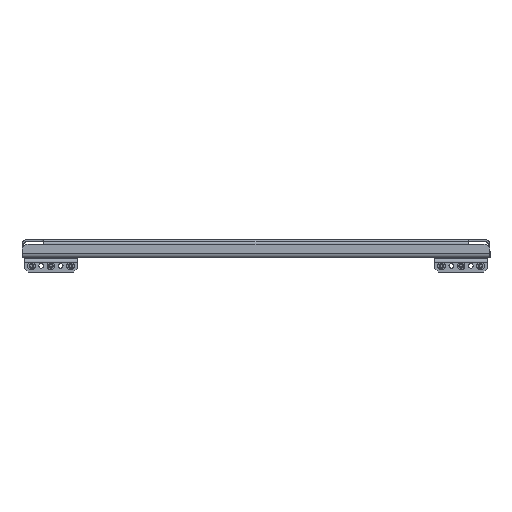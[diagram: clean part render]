
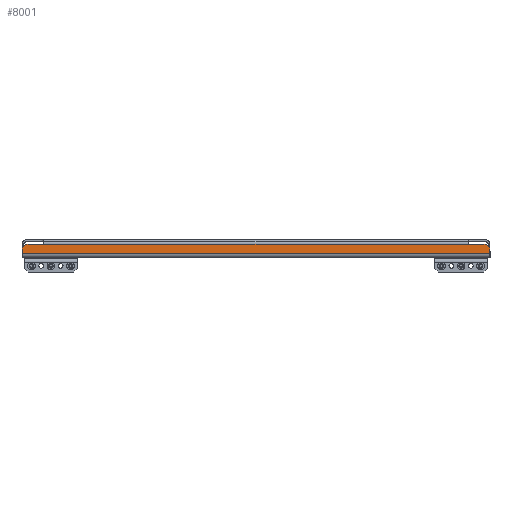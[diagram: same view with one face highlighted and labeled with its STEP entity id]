
A CAD part, left-side view. The second image highlights one B-rep face of the part: STEP entity #8001.
In plain terms, the highlighted planar face has unit normal (-1, 0, 0).
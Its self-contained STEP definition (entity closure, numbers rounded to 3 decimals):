
#41 = LINE ( 'NONE', #8222, #6169 ) ;
#381 = VECTOR ( 'NONE', #5577, 1000. ) ;
#605 = DIRECTION ( 'NONE',  ( 1., 0., 0. ) ) ;
#716 = CARTESIAN_POINT ( 'NONE',  ( -549.5, 299.5, -8. ) ) ;
#748 = ORIENTED_EDGE ( 'NONE', *, *, #5989, .T. ) ;
#1639 = CARTESIAN_POINT ( 'NONE',  ( -549.5, 299.5, -15. ) ) ;
#1985 = VECTOR ( 'NONE', #5880, 1000. ) ;
#2312 = ORIENTED_EDGE ( 'NONE', *, *, #12225, .T. ) ;
#2499 = CARTESIAN_POINT ( 'NONE',  ( -549.5, 271.5, -3. ) ) ;
#3243 = VERTEX_POINT ( 'NONE', #12259 ) ;
#3301 = VECTOR ( 'NONE', #8226, 1000. ) ;
#3414 = LINE ( 'NONE', #1639, #1985 ) ;
#3503 = ORIENTED_EDGE ( 'NONE', *, *, #12494, .T. ) ;
#3937 = LINE ( 'NONE', #2499, #381 ) ;
#4031 = ORIENTED_EDGE ( 'NONE', *, *, #6857, .T. ) ;
#4053 = VERTEX_POINT ( 'NONE', #8330 ) ;
#4247 = VERTEX_POINT ( 'NONE', #4522 ) ;
#4254 = VERTEX_POINT ( 'NONE', #5616 ) ;
#4354 = VECTOR ( 'NONE', #9602, 1000. ) ;
#4522 = CARTESIAN_POINT ( 'NONE',  ( -549.5, 294.5, -3. ) ) ;
#4676 = CARTESIAN_POINT ( 'NONE',  ( -549.5, -299.5, -8. ) ) ;
#4832 = CARTESIAN_POINT ( 'NONE',  ( -549.5, -299.5, -3. ) ) ;
#4839 = LINE ( 'NONE', #12968, #11084 ) ;
#5070 = ORIENTED_EDGE ( 'NONE', *, *, #11835, .F. ) ;
#5127 = VERTEX_POINT ( 'NONE', #9949 ) ;
#5421 = DIRECTION ( 'NONE',  ( 0., 0., -1. ) ) ;
#5515 = EDGE_LOOP ( 'NONE', ( #2312, #3503, #5876, #4031, #5070, #5842, #748, #13154 ) ) ;
#5577 = DIRECTION ( 'NONE',  ( 0., 1., 0. ) ) ;
#5616 = CARTESIAN_POINT ( 'NONE',  ( -549.5, -294.5, -3. ) ) ;
#5842 = ORIENTED_EDGE ( 'NONE', *, *, #10067, .T. ) ;
#5853 = VECTOR ( 'NONE', #10964, 1000. ) ;
#5873 = CARTESIAN_POINT ( 'NONE',  ( -549.5, -299.5, -15. ) ) ;
#5876 = ORIENTED_EDGE ( 'NONE', *, *, #7549, .F. ) ;
#5880 = DIRECTION ( 'NONE',  ( 0., -1., 0. ) ) ;
#5989 = EDGE_CURVE ( 'NONE', #9736, #4053, #6081, .T. ) ;
#6081 = LINE ( 'NONE', #8314, #7324 ) ;
#6169 = VECTOR ( 'NONE', #10332, 1000. ) ;
#6215 = VERTEX_POINT ( 'NONE', #5873 ) ;
#6366 = LINE ( 'NONE', #9376, #3301 ) ;
#6661 = DIRECTION ( 'NONE',  ( 0., 0., -1. ) ) ;
#6756 = CARTESIAN_POINT ( 'NONE',  ( -549.5, 0., 0. ) ) ;
#6857 = EDGE_CURVE ( 'NONE', #5127, #3243, #3937, .T. ) ;
#7324 = VECTOR ( 'NONE', #5421, 1000. ) ;
#7549 = EDGE_CURVE ( 'NONE', #5127, #4254, #4839, .T. ) ;
#8001 = ADVANCED_FACE ( 'NONE', ( #11702 ), #8698, .F. ) ;
#8222 = CARTESIAN_POINT ( 'NONE',  ( -549.5, -299.5, 0. ) ) ;
#8226 = DIRECTION ( 'NONE',  ( 0., 0.707, -0.707 ) ) ;
#8314 = CARTESIAN_POINT ( 'NONE',  ( -549.5, 299.5, 0. ) ) ;
#8330 = CARTESIAN_POINT ( 'NONE',  ( -549.5, 299.5, -15. ) ) ;
#8698 = PLANE ( 'NONE',  #9178 ) ;
#9178 = AXIS2_PLACEMENT_3D ( 'NONE', #6756, #605, #6661 ) ;
#9376 = CARTESIAN_POINT ( 'NONE',  ( -549.5, 294.5, -3. ) ) ;
#9602 = DIRECTION ( 'NONE',  ( 0., 0.707, 0.707 ) ) ;
#9736 = VERTEX_POINT ( 'NONE', #716 ) ;
#9949 = CARTESIAN_POINT ( 'NONE',  ( -549.5, -271.5, -3. ) ) ;
#9962 = VERTEX_POINT ( 'NONE', #10205 ) ;
#10067 = EDGE_CURVE ( 'NONE', #4247, #9736, #6366, .T. ) ;
#10205 = CARTESIAN_POINT ( 'NONE',  ( -549.5, -299.5, -8. ) ) ;
#10332 = DIRECTION ( 'NONE',  ( 0., 0., 1. ) ) ;
#10475 = DIRECTION ( 'NONE',  ( 0., -1., 0. ) ) ;
#10964 = DIRECTION ( 'NONE',  ( 0., -1., 0. ) ) ;
#11084 = VECTOR ( 'NONE', #10475, 1000. ) ;
#11702 = FACE_OUTER_BOUND ( 'NONE', #5515, .T. ) ;
#11798 = EDGE_CURVE ( 'NONE', #4053, #6215, #3414, .T. ) ;
#11835 = EDGE_CURVE ( 'NONE', #4247, #3243, #12550, .T. ) ;
#12225 = EDGE_CURVE ( 'NONE', #6215, #9962, #41, .T. ) ;
#12259 = CARTESIAN_POINT ( 'NONE',  ( -549.5, 271.5, -3. ) ) ;
#12387 = LINE ( 'NONE', #4676, #4354 ) ;
#12494 = EDGE_CURVE ( 'NONE', #9962, #4254, #12387, .T. ) ;
#12550 = LINE ( 'NONE', #4832, #5853 ) ;
#12968 = CARTESIAN_POINT ( 'NONE',  ( -549.5, -299.5, -3. ) ) ;
#13154 = ORIENTED_EDGE ( 'NONE', *, *, #11798, .T. ) ;
